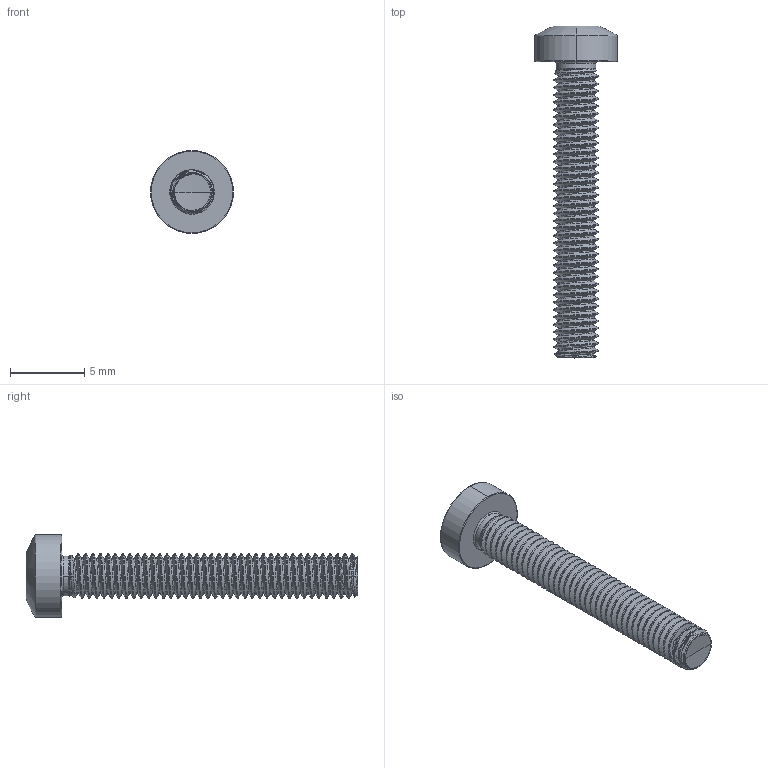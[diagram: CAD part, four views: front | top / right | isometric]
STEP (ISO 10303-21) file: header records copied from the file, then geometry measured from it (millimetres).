
FILE_DESCRIPTION (( 'STEP AP203' ), '1' );
FILE_NAME ('STM390300200.STEP', '2020-12-23T15:01:08', ( '' ), ( '' ), 'SwSTEP 2.0', 'SolidWorks 2015', '' );
FILE_SCHEMA (( 'CONFIG_CONTROL_DESIGN' ));
Length unit declared in the file: millimetre
Products named in the file (2): STM390300200
Bounding box: 5.6 x 22.4 x 5.6 mm (x, y, z)
Volume: 160 mm3; surface area: 372.9 mm2
Topology: 1 solids, 1 shells, 149 faces, 407 edges, 260 vertices
Faces by surface type: cylinder 99, bspline 18, torus 13, cone 12, sphere 4, plane 3
Entity records: 32244 total; most frequent: CARTESIAN_POINT 28970, ORIENTED_EDGE 810, DIRECTION 502, EDGE_CURVE 405, VERTEX_POINT 260, AXIS2_PLACEMENT_3D 197, EDGE_LOOP 151, FACE_OUTER_BOUND 149
